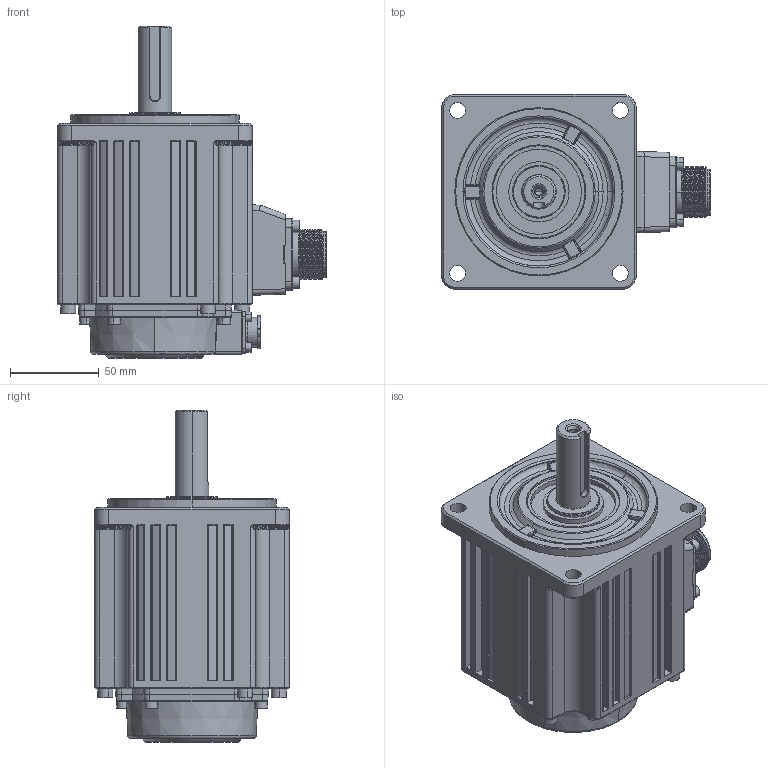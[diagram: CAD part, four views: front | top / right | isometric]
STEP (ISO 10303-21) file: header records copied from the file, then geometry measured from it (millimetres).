
FILE_DESCRIPTION (( 'STEP AP203' ), '1' );
FILE_NAME ('MS6G-110CS(CM)30B2-2(4)1P8.STEP', '2025-11-18T07:29:01', ( '' ), ( '' ), 'SwSTEP 2.0', 'SolidWorks 2022', '' );
FILE_SCHEMA (( 'CONFIG_CONTROL_DESIGN' ));
Length unit declared in the file: millimetre
Products named in the file (1): MS6G-110CS(CM)30B2-2(4)1P8
Bounding box: 151.9 x 110 x 187.5 mm (x, y, z)
Volume: 1328993.5 mm3; surface area: 102573.8 mm2
Topology: 1 solids, 1 shells, 1531 faces, 3868 edges, 2400 vertices
Faces by surface type: plane 603, cylinder 406, bspline 282, torus 124, cone 79, sphere 37
Entity records: 56660 total; most frequent: CARTESIAN_POINT 22442, ORIENTED_EDGE 7644, DIRECTION 6382, EDGE_CURVE 3822, VERTEX_POINT 2390, AXIS2_PLACEMENT_3D 2299, VECTOR 1784, LINE 1784
